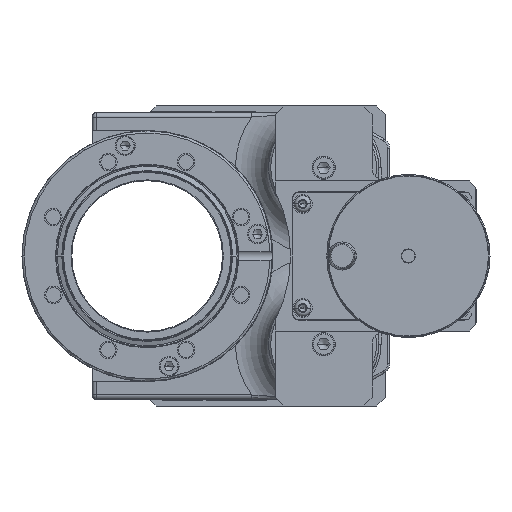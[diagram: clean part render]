
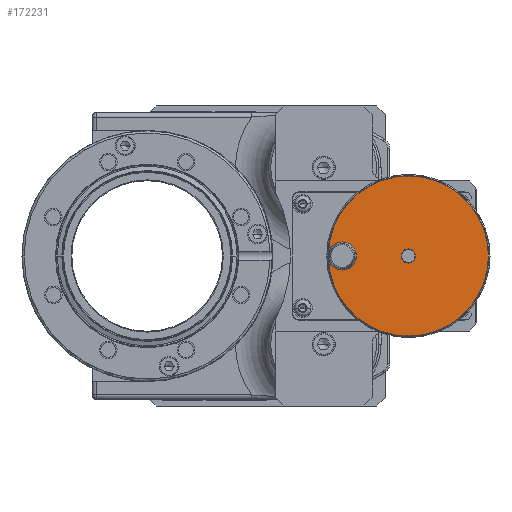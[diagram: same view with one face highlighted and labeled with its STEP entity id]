
A CAD part, front view. The second image highlights one B-rep face of the part: STEP entity #172231.
In plain terms, the highlighted planar face has unit normal (0, -1, 0).
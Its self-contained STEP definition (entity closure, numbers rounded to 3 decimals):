
#48765=CARTESIAN_POINT('',(118.4,-303.687,0.));
#48766=DIRECTION('',(0.,-1.,0.));
#48767=DIRECTION('',(1.,0.,0.));
#48768=AXIS2_PLACEMENT_3D('',#48765,#48766,#48767);
#48770=CARTESIAN_POINT('',(118.4,-303.687,0.));
#48771=DIRECTION('',(0.,-1.,0.));
#48772=DIRECTION('',(1.,0.,0.));
#48773=AXIS2_PLACEMENT_3D('',#48770,#48771,#48772);
#48775=CARTESIAN_POINT('',(118.4,-303.687,0.));
#48776=DIRECTION('',(0.,-1.,0.));
#48777=DIRECTION('',(-1.,0.,0.));
#48778=AXIS2_PLACEMENT_3D('',#48775,#48776,#48777);
#48780=CARTESIAN_POINT('',(88.4,-303.687,0.));
#48781=DIRECTION('',(0.,1.,0.));
#48782=DIRECTION('',(-0.99,0.,0.138));
#48783=AXIS2_PLACEMENT_3D('',#48780,#48781,#48782);
#48785=CARTESIAN_POINT('',(118.4,-303.687,0.));
#48786=DIRECTION('',(0.,1.,0.));
#48787=DIRECTION('',(1.,0.,0.));
#48788=AXIS2_PLACEMENT_3D('',#48785,#48786,#48787);
#48790=CARTESIAN_POINT('',(88.4,-303.687,0.));
#48791=DIRECTION('',(0.,1.,0.));
#48792=DIRECTION('',(1.,0.,0.));
#48793=AXIS2_PLACEMENT_3D('',#48790,#48791,#48792);
#80390=CARTESIAN_POINT('',(154.7,-303.687,
0.));
#80391=VERTEX_POINT('',#80390);
#80392=CARTESIAN_POINT('',(121.575,-303.687,0.));
#80393=CARTESIAN_POINT('',(115.225,-303.687,0.));
#80394=VERTEX_POINT('',#80392);
#80395=VERTEX_POINT('',#80393);
#80948=CARTESIAN_POINT('',(82.111,-303.687,0.875));
#80950=VERTEX_POINT('',#80948);
#80951=CARTESIAN_POINT('',(82.111,-303.687,-0.875));
#80952=VERTEX_POINT('',#80951);
#80953=CARTESIAN_POINT('',(94.75,-303.687,0.));
#80954=VERTEX_POINT('',#80953);
#172212=CARTESIAN_POINT('',(118.4,-303.687,0.));
#172213=DIRECTION('',(0.,1.,0.));
#172214=DIRECTION('',(-1.,0.,0.));
#172215=AXIS2_PLACEMENT_3D('',#172212,#172213,#172214);
#172216=PLANE('',#172215);
#172218=ORIENTED_EDGE('',*,*,#172217,.F.);
#172219=ORIENTED_EDGE('',*,*,#172207,.F.);
#172220=ORIENTED_EDGE('',*,*,#172173,.T.);
#172222=ORIENTED_EDGE('',*,*,#172221,.F.);
#172223=EDGE_LOOP('',(#172218,#172219,#172220,#172222));
#172224=FACE_OUTER_BOUND('',#172223,.F.);
#172226=ORIENTED_EDGE('',*,*,#172225,.T.);
#172228=ORIENTED_EDGE('',*,*,#172227,.T.);
#172229=EDGE_LOOP('',(#172226,#172228));
#172230=FACE_BOUND('',#172229,.F.);
#48769=CIRCLE('',#48768,36.3);
#48774=CIRCLE('',#48773,3.175);
#48779=CIRCLE('',#48778,3.175);
#48784=CIRCLE('',#48783,6.35);
#48789=CIRCLE('',#48788,36.3);
#48794=CIRCLE('',#48793,6.35);
#172173=EDGE_CURVE('',#80391,#80952,#48789,.T.);
#172207=EDGE_CURVE('',#80391,#80950,#48769,.T.);
#172217=EDGE_CURVE('',#80950,#80954,#48784,.T.);
#172221=EDGE_CURVE('',#80954,#80952,#48794,.T.);
#172225=EDGE_CURVE('',#80394,#80395,#48774,.T.);
#172227=EDGE_CURVE('',#80395,#80394,#48779,.T.);
#172231=ADVANCED_FACE('',(#172224,#172230),#172216,.F.);
